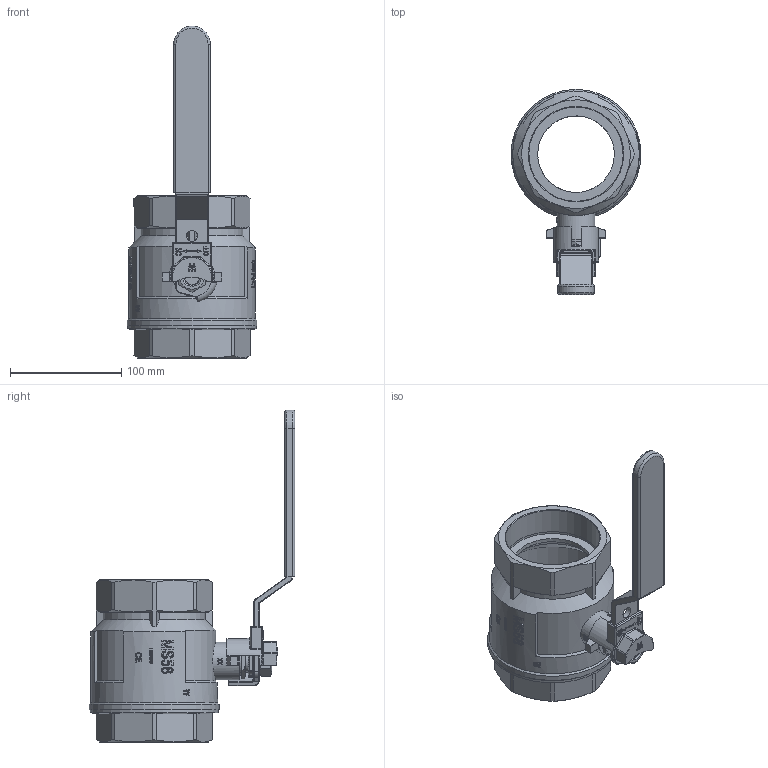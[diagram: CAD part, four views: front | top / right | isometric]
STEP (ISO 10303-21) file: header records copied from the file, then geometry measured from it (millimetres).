
FILE_DESCRIPTION(/* description */ ('Unknown','CAx-IF Rec.Pracs.---Representation and Presentation of Product Manufacturing Information (PMI)---4.0---2014-10-13','CAx-IF Rec.Pracs.---3D Tessellated Geometry---0.4---2014-09-14','2;1'),/* implementation_level */ '2;1');
FILE_NAME(/* name */ '605-11',/* time_stamp */ '2023-09-21T10:57:27+02:00',/* author */ ('Unknown'),/* organization */ ('Unknown'),/* preprocessor_version */ 'ST-DEVELOPER v18.102',/* originating_system */ 'Solid Edge',/* authorisation */ 'Unknown');
FILE_SCHEMA (('AP242_MANAGED_MODEL_BASED_3D_ENGINEERING_MIM_LF { 1 0 10303 442 1 1 4 }'));
Products named in the file (11): 605-11; 600-11; 600-10_Spindel; 600-10_Stopfbuchse; 600-11_Einschraubteil; 600-11_Körper; Edelstahlgriff-DN65-DN80-DN100; Griff; Verschu_; 600-2_1_2-Mutter-st-gr
Assembly tree (10 placements, depth 4):
  605-11
    600-11
      600-10_Spindel
        600-10_Spindel
        600-10_Stopfbuchse
      600-11_Einschraubteil
      600-11_Körper
    Edelstahlgriff-DN65-DN80-DN100
      Griff
      Verschu_
      600-2_1_2-Mutter-st-gr
Bounding box: 117 x 185.01 x 299 mm (x, y, z)
Volume: 407794.2 mm3; surface area: 168922.5 mm2
Topology: 7 solids, 7 shells, 1591 faces, 4413 edges, 2889 vertices
Faces by surface type: plane 1306, cylinder 176, cone 41, torus 37, sphere 17, bspline 14
Full cylindrical faces by diameter (mm): 10 x1, 14 x1, 17.6 x1, 20 x3, 20.5 x1, 24 x1, 25.1 x1, 26 x1, 26.5 x1, 28 x1, 34 x1, 69 x2, 84 x2, 84.912 x1, 84.926 x2, 106 x1, 108 x1, 108.5 x1, 114 x1, 115.5 x1, 117 x1
Entity records: 65321 total; most frequent: CARTESIAN_POINT 14723, DIRECTION 9553, ORIENTED_EDGE 8670, EDGE_CURVE 4335, AXIS2_PLACEMENT_3D 3799, VERTEX_POINT 2876, LINE 1955, VECTOR 1955
